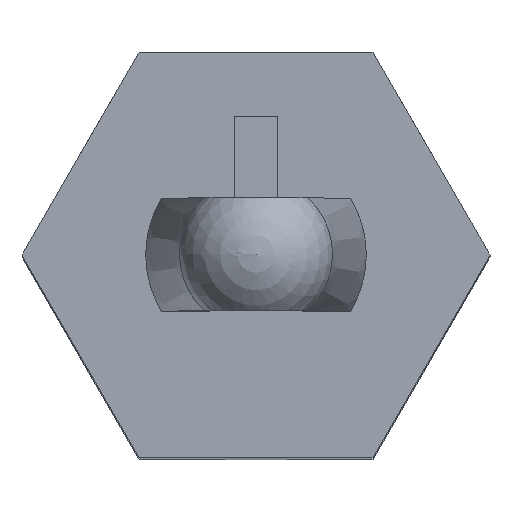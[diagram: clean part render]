
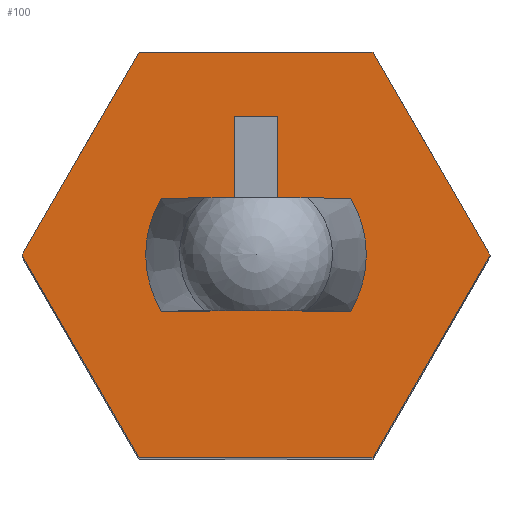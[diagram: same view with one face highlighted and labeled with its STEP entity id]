
A CAD part, top view. The second image highlights one B-rep face of the part: STEP entity #100.
In plain terms, the highlighted planar face has unit normal (0, 0, 1).
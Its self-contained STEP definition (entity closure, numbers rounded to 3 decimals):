
#100 = ADVANCED_FACE( '', ( #248, #249, #250 ), #251, .F. );
#248 = FACE_BOUND( '', #447, .T. );
#249 = FACE_BOUND( '', #448, .T. );
#250 = FACE_OUTER_BOUND( '', #449, .T. );
#251 = PLANE( '', #450 );
#447 = EDGE_LOOP( '', ( #680, #681, #682, #683 ) );
#448 = EDGE_LOOP( '', ( #684, #685, #686, #687 ) );
#449 = EDGE_LOOP( '', ( #688, #689, #690, #691, #692, #693 ) );
#450 = AXIS2_PLACEMENT_3D( '', #694, #695, #696 );
#680 = ORIENTED_EDGE( '', *, *, #1219, .T. );
#681 = ORIENTED_EDGE( '', *, *, #1220, .T. );
#682 = ORIENTED_EDGE( '', *, *, #1221, .T. );
#683 = ORIENTED_EDGE( '', *, *, #1222, .T. );
#684 = ORIENTED_EDGE( '', *, *, #1195, .T. );
#685 = ORIENTED_EDGE( '', *, *, #1223, .T. );
#686 = ORIENTED_EDGE( '', *, *, #1224, .F. );
#687 = ORIENTED_EDGE( '', *, *, #1225, .T. );
#688 = ORIENTED_EDGE( '', *, *, #1226, .F. );
#689 = ORIENTED_EDGE( '', *, *, #1227, .F. );
#690 = ORIENTED_EDGE( '', *, *, #1228, .F. );
#691 = ORIENTED_EDGE( '', *, *, #1229, .F. );
#692 = ORIENTED_EDGE( '', *, *, #1230, .F. );
#693 = ORIENTED_EDGE( '', *, *, #1231, .F. );
#694 = CARTESIAN_POINT( '', ( 0., 0., 22.2 ) );
#695 = DIRECTION( '', ( 0., 0., -1. ) );
#696 = DIRECTION( '', ( -1., 0., 0. ) );
#1195 = EDGE_CURVE( '', #1428, #1426, #1429, .T. );
#1219 = EDGE_CURVE( '', #1469, #1470, #1471, .T. );
#1220 = EDGE_CURVE( '', #1470, #1472, #1473, .T. );
#1221 = EDGE_CURVE( '', #1472, #1474, #1475, .T. );
#1222 = EDGE_CURVE( '', #1474, #1469, #1476, .T. );
#1223 = EDGE_CURVE( '', #1426, #1477, #1478, .T. );
#1224 = EDGE_CURVE( '', #1479, #1477, #1480, .T. );
#1225 = EDGE_CURVE( '', #1479, #1428, #1481, .T. );
#1226 = EDGE_CURVE( '', #1482, #1483, #1484, .T. );
#1227 = EDGE_CURVE( '', #1485, #1482, #1486, .T. );
#1228 = EDGE_CURVE( '', #1487, #1485, #1488, .T. );
#1229 = EDGE_CURVE( '', #1489, #1487, #1490, .T. );
#1230 = EDGE_CURVE( '', #1491, #1489, #1492, .T. );
#1231 = EDGE_CURVE( '', #1483, #1491, #1493, .T. );
#1426 = VERTEX_POINT( '', #1753 );
#1428 = VERTEX_POINT( '', #1761 );
#1429 = CIRCLE( '', #1762, 2. );
#1469 = VERTEX_POINT( '', #1826 );
#1470 = VERTEX_POINT( '', #1827 );
#1471 = LINE( '', #1828, #1829 );
#1472 = VERTEX_POINT( '', #1830 );
#1473 = LINE( '', #1831, #1832 );
#1474 = VERTEX_POINT( '', #1833 );
#1475 = LINE( '', #1834, #1835 );
#1476 = CIRCLE( '', #1836, 2. );
#1477 = VERTEX_POINT( '', #1837 );
#1478 = LINE( '', #1838, #1839 );
#1479 = VERTEX_POINT( '', #1840 );
#1480 = LINE( '', #1841, #1842 );
#1481 = LINE( '', #1843, #1844 );
#1482 = VERTEX_POINT( '', #1845 );
#1483 = VERTEX_POINT( '', #1846 );
#1484 = LINE( '', #1847, #1848 );
#1485 = VERTEX_POINT( '', #1849 );
#1486 = LINE( '', #1850, #1851 );
#1487 = VERTEX_POINT( '', #1852 );
#1488 = LINE( '', #1853, #1854 );
#1489 = VERTEX_POINT( '', #1855 );
#1490 = LINE( '', #1856, #1857 );
#1491 = VERTEX_POINT( '', #1858 );
#1492 = LINE( '', #1859, #1860 );
#1493 = LINE( '', #1861, #1862 );
#1753 = CARTESIAN_POINT( '', ( -1.67, 1.1, 22.2 ) );
#1761 = CARTESIAN_POINT( '', ( -1.67, -1.1, 22.2 ) );
#1762 = AXIS2_PLACEMENT_3D( '', #2223, #2224, #2225 );
#1826 = CARTESIAN_POINT( '', ( 1.67, -1.1, 22.2 ) );
#1827 = CARTESIAN_POINT( '', ( 1., -1.1, 22.2 ) );
#1828 = CARTESIAN_POINT( '', ( 2.15, -1.1, 22.2 ) );
#1829 = VECTOR( '', #2247, 1000. );
#1830 = CARTESIAN_POINT( '', ( 1., 1.1, 22.2 ) );
#1831 = CARTESIAN_POINT( '', ( 1., -1.1, 22.2 ) );
#1832 = VECTOR( '', #2248, 1000. );
#1833 = CARTESIAN_POINT( '', ( 1.67, 1.1, 22.2 ) );
#1834 = CARTESIAN_POINT( '', ( -2.15, 1.1, 22.2 ) );
#1835 = VECTOR( '', #2249, 1000. );
#1836 = AXIS2_PLACEMENT_3D( '', #2250, #2251, #2252 );
#1837 = CARTESIAN_POINT( '', ( -1., 1.1, 22.2 ) );
#1838 = CARTESIAN_POINT( '', ( -2.15, 1.1, 22.2 ) );
#1839 = VECTOR( '', #2253, 1000. );
#1840 = CARTESIAN_POINT( '', ( -1., -1.1, 22.2 ) );
#1841 = CARTESIAN_POINT( '', ( -1., -1.1, 22.2 ) );
#1842 = VECTOR( '', #2254, 1000. );
#1843 = CARTESIAN_POINT( '', ( 2.15, -1.1, 22.2 ) );
#1844 = VECTOR( '', #2255, 1000. );
#1845 = CARTESIAN_POINT( '', ( 4.561, 0., 22.2 ) );
#1846 = CARTESIAN_POINT( '', ( 2.281, -3.95, 22.2 ) );
#1847 = CARTESIAN_POINT( '', ( 4.561, 0., 22.2 ) );
#1848 = VECTOR( '', #2256, 1000. );
#1849 = CARTESIAN_POINT( '', ( 2.281, 3.95, 22.2 ) );
#1850 = CARTESIAN_POINT( '', ( 2.281, 3.95, 22.2 ) );
#1851 = VECTOR( '', #2257, 1000. );
#1852 = CARTESIAN_POINT( '', ( -2.281, 3.95, 22.2 ) );
#1853 = CARTESIAN_POINT( '', ( -2.281, 3.95, 22.2 ) );
#1854 = VECTOR( '', #2258, 1000. );
#1855 = CARTESIAN_POINT( '', ( -4.561, 0., 22.2 ) );
#1856 = CARTESIAN_POINT( '', ( -2.281, 3.95, 22.2 ) );
#1857 = VECTOR( '', #2259, 1000. );
#1858 = CARTESIAN_POINT( '', ( -2.281, -3.95, 22.2 ) );
#1859 = CARTESIAN_POINT( '', ( -4.561, 0., 22.2 ) );
#1860 = VECTOR( '', #2260, 1000. );
#1861 = CARTESIAN_POINT( '', ( 2.281, -3.95, 22.2 ) );
#1862 = VECTOR( '', #2261, 1000. );
#2223 = CARTESIAN_POINT( '', ( 0., 0., 22.2 ) );
#2224 = DIRECTION( '', ( 0., 0., -1. ) );
#2225 = DIRECTION( '', ( -1., 0., 0. ) );
#2247 = DIRECTION( '', ( -1., 0., 0. ) );
#2248 = DIRECTION( '', ( 0., 1., 0. ) );
#2249 = DIRECTION( '', ( 1., 0., 0. ) );
#2250 = CARTESIAN_POINT( '', ( 0., 0., 22.2 ) );
#2251 = DIRECTION( '', ( 0., 0., -1. ) );
#2252 = DIRECTION( '', ( -1., 0., 0. ) );
#2253 = DIRECTION( '', ( 1., 0., 0. ) );
#2254 = DIRECTION( '', ( 0., 1., 0. ) );
#2255 = DIRECTION( '', ( -1., 0., 0. ) );
#2256 = DIRECTION( '', ( -0.5, -0.866, 0. ) );
#2257 = DIRECTION( '', ( 0.5, -0.866, 0. ) );
#2258 = DIRECTION( '', ( 1., 0., 0. ) );
#2259 = DIRECTION( '', ( 0.5, 0.866, 0. ) );
#2260 = DIRECTION( '', ( -0.5, 0.866, 0. ) );
#2261 = DIRECTION( '', ( -1., 0., 0. ) );
